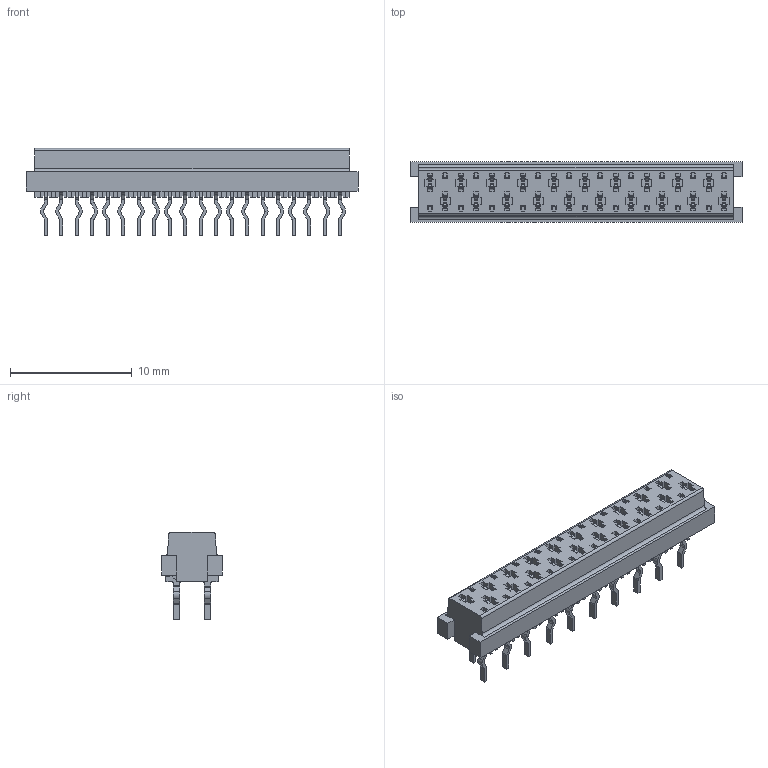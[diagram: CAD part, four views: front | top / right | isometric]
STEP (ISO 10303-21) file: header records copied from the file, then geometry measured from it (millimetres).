
FILE_DESCRIPTION((''),'2;1');
FILE_NAME('C-2-215079-0','2017-04-24T',('workeradm'),('Tyco Electronics Ltd.'),'CREO PARAMETRIC BY PTC INC, 2016050','CREO PARAMETRIC BY PTC INC, 2016050','');
FILE_SCHEMA(('AUTOMOTIVE_DESIGN { 1 0 10303 214 1 1 1 1 }'));
Length unit declared in the file: millimetre
Products named in the file (1): C-2-215079-0
Bounding box: 27.23 x 5 x 7.15 mm (x, y, z)
Volume: 416.7 mm3; surface area: 865.8 mm2
Topology: 13 solids, 13 shells, 1788 faces, 5062 edges, 3356 vertices
Faces by surface type: plane 1504, cylinder 284
Entity records: 57363 total; most frequent: CARTESIAN_POINT 10208, ORIENTED_EDGE 10124, DIRECTION 9206, EDGE_CURVE 5062, VECTOR 4494, LINE 4494, VERTEX_POINT 3356, AXIS2_PLACEMENT_3D 2356
